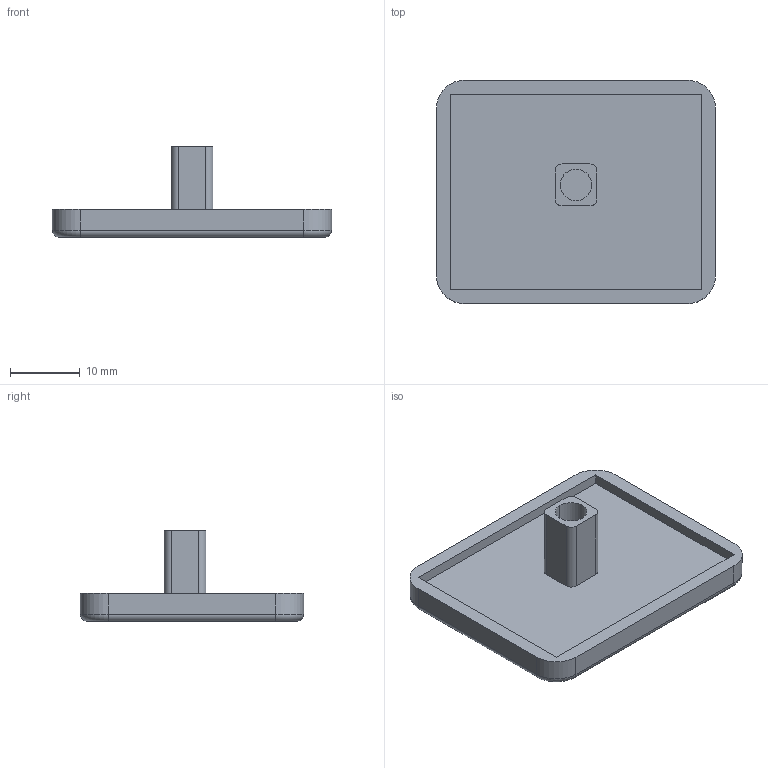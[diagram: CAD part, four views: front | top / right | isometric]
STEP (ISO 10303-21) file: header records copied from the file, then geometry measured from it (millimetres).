
FILE_DESCRIPTION (( 'STEP AP214' ), '1' );
FILE_NAME ('BASE08E1322-Embout 8 40x32.step', '2023-03-24T09:45:26', ( 'Altae' ), ( '' ), 'SwSTEP 2.0', 'SolidWorks 2021', '' );
FILE_SCHEMA (( 'AUTOMOTIVE_DESIGN' ));
Length unit declared in the file: millimetre
Products named in the file (1): BASE08E1322-Embout 8 40x32
Bounding box: 40 x 32 x 13 mm (x, y, z)
Volume: 3726.2 mm3; surface area: 3596.4 mm2
Topology: 1 solids, 1 shells, 35 faces, 82 edges, 52 vertices
Faces by surface type: plane 17, cylinder 14, torus 4
Entity records: 1102 total; most frequent: CARTESIAN_POINT 246, DIRECTION 178, ORIENTED_EDGE 164, EDGE_CURVE 82, AXIS2_PLACEMENT_3D 64, VERTEX_POINT 52, LINE 50, VECTOR 50
